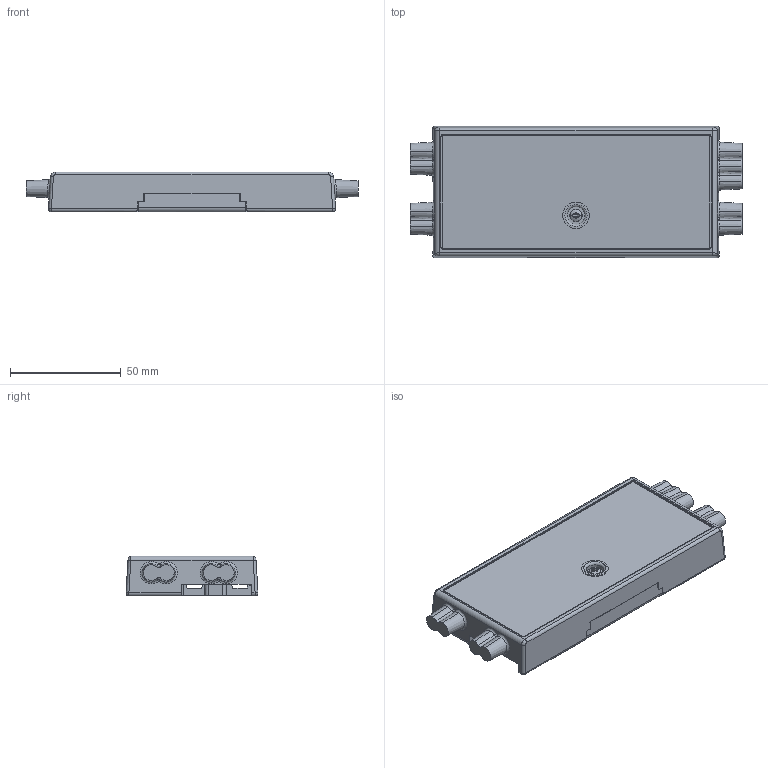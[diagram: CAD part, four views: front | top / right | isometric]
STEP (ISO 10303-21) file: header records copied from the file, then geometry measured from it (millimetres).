
FILE_DESCRIPTION(('HOOPS Exchange Step'),'2;1');
FILE_NAME('export-CB714081-B6A9-4516-8CE5-1182544D903E.stp','2023-02-17T06:51:58+01:00',('jberger'),('Alibre'),'HOOPS Exchange 2021.0','Alibre','Unknown authorisation');
FILE_SCHEMA( ('AP242_MANAGED_MODEL_BASED_3D_ENGINEERING_MIM_LF {1 0 10303 442 1 1 4 }') );
Length unit declared in the file: centimetre
Products named in the file (6): Modul; Modulunterteil; 210216-3x13; Mutter; Aufkleber; Kabelkanal_Modul_2
Assembly tree (5 placements, depth 2):
  Kabelkanal_Modul_2
    Modul
    Modulunterteil
    210216-3x13
    Mutter
    Aufkleber
Bounding box: 150 x 59.63 x 18 mm (x, y, z)
Volume: 114828.1 mm3; surface area: 43597.7 mm2
Topology: 5 solids, 18 shells, 447 faces, 1133 edges, 754 vertices
Faces by surface type: plane 222, cylinder 111, cone 57, bspline 46, sphere 6, torus 5
Full cylindrical faces by diameter (mm): 1.2 x8, 2.1 x8, 3 x1, 3.6 x1, 4 x1, 5 x1, 6.1 x1, 8 x1, 10.8 x1, 12 x1
Entity records: 21953 total; most frequent: CARTESIAN_POINT 10981, ORIENTED_EDGE 2258, DIRECTION 2218, EDGE_CURVE 1129, AXIS2_PLACEMENT_3D 824, VERTEX_POINT 754, VECTOR 570, LINE 570
